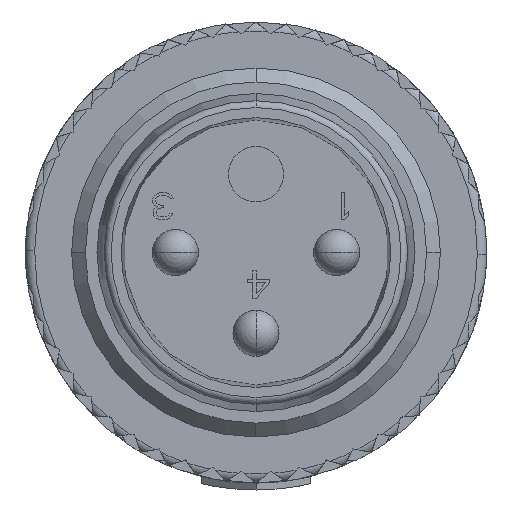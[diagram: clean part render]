
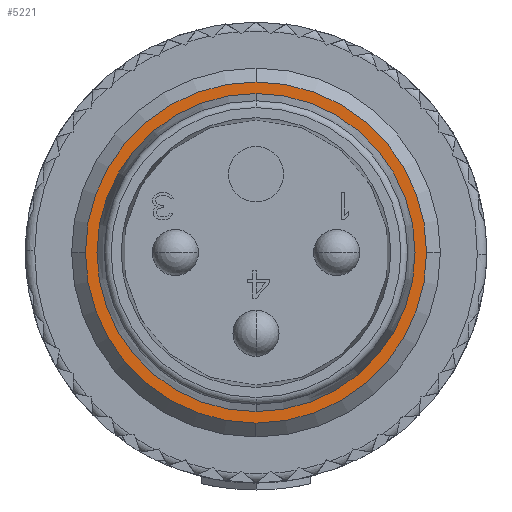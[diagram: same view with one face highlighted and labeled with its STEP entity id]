
A CAD part, front view. The second image highlights one B-rep face of the part: STEP entity #5221.
In plain terms, the highlighted planar face has unit normal (0, -1, 0).
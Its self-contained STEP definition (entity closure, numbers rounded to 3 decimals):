
#5221=ADVANCED_FACE('',(#11252,#11253),#11254,.F.);
#5473=EDGE_CURVE('',#11632,#11633,#11634,.T.);
#5481=EDGE_CURVE('',#11645,#11632,#11646,.T.);
#5561=EDGE_CURVE('',#11773,#11774,#11775,.T.);
#5569=EDGE_CURVE('',#11774,#11786,#11787,.T.);
#5587=EDGE_CURVE('',#11786,#11811,#11812,.T.);
#5593=EDGE_CURVE('',#11811,#11773,#11818,.T.);
#6969=EDGE_CURVE('',#13691,#11645,#13692,.T.);
#6973=EDGE_CURVE('',#11633,#13691,#13696,.T.);
#11252=FACE_OUTER_BOUND('',#83570,.T.);
#11253=FACE_BOUND('',#83571,.T.);
#11254=PLANE('',#83572);
#11632=VERTEX_POINT('',#83962);
#11633=VERTEX_POINT('',#83963);
#11634=CIRCLE('',#83964,3.7);
#11645=VERTEX_POINT('',#83980);
#11646=CIRCLE('',#83981,3.7);
#11773=VERTEX_POINT('',#84275);
#11774=VERTEX_POINT('',#84276);
#11775=CIRCLE('',#84277,3.35);
#11786=VERTEX_POINT('',#84293);
#11787=CIRCLE('',#84294,3.35);
#11811=VERTEX_POINT('',#84331);
#11812=CIRCLE('',#84332,3.35);
#11818=CIRCLE('',#84342,3.35);
#13691=VERTEX_POINT('',#88516);
#13692=CIRCLE('',#88517,3.7);
#13696=CIRCLE('',#88524,3.7);
#83570=EDGE_LOOP('',(#96975,#96976,#96977,#96978));
#83571=EDGE_LOOP('',(#96979,#96980,#96981,#96982));
#83572=AXIS2_PLACEMENT_3D('',#96983,#96984,#96985);
#83962=CARTESIAN_POINT('',(3.7,-10.1,0.0));
#83963=CARTESIAN_POINT('',(0.,-10.1,3.7));
#83964=AXIS2_PLACEMENT_3D('',#98131,#98132,#98133);
#83980=CARTESIAN_POINT('',(0.,-10.1,-3.7));
#83981=AXIS2_PLACEMENT_3D('',#98141,#98142,#98143);
#84275=CARTESIAN_POINT('',(0.,-10.1,3.35));
#84276=CARTESIAN_POINT('',(-3.35,-10.1,0.0));
#84277=AXIS2_PLACEMENT_3D('',#98212,#98213,#98214);
#84293=CARTESIAN_POINT('',(0.,-10.1,-3.35));
#84294=AXIS2_PLACEMENT_3D('',#98222,#98223,#98224);
#84331=CARTESIAN_POINT('',(3.35,-10.1,0.0));
#84332=AXIS2_PLACEMENT_3D('',#98241,#98242,#98243);
#84342=AXIS2_PLACEMENT_3D('',#98248,#98249,#98250);
#88516=CARTESIAN_POINT('',(-3.7,-10.1,0.0));
#88517=AXIS2_PLACEMENT_3D('',#99254,#99255,#99256);
#88524=AXIS2_PLACEMENT_3D('',#99258,#99259,#99260);
#96975=ORIENTED_EDGE('',*,*,#6969,.T.);
#96976=ORIENTED_EDGE('',*,*,#5481,.T.);
#96977=ORIENTED_EDGE('',*,*,#5473,.T.);
#96978=ORIENTED_EDGE('',*,*,#6973,.T.);
#96979=ORIENTED_EDGE('',*,*,#5569,.F.);
#96980=ORIENTED_EDGE('',*,*,#5561,.F.);
#96981=ORIENTED_EDGE('',*,*,#5593,.F.);
#96982=ORIENTED_EDGE('',*,*,#5587,.F.);
#96983=CARTESIAN_POINT('',(0.0,-10.1,0.0));
#96984=DIRECTION('',(0.0,1.0,0.0));
#96985=DIRECTION('',(0.0,0.0,1.0));
#98131=CARTESIAN_POINT('',(0.0,-10.1,0.0));
#98132=DIRECTION('',(0.0,-1.0,0.0));
#98133=DIRECTION('',(1.0,0.0,0.0));
#98141=CARTESIAN_POINT('',(0.0,-10.1,0.0));
#98142=DIRECTION('',(0.0,-1.0,0.0));
#98143=DIRECTION('',(-1.0,0.0,0.0));
#98212=CARTESIAN_POINT('',(0.0,-10.1,0.0));
#98213=DIRECTION('',(0.0,-1.0,0.0));
#98214=DIRECTION('',(1.0,0.0,0.0));
#98222=CARTESIAN_POINT('',(0.0,-10.1,0.0));
#98223=DIRECTION('',(0.0,-1.0,0.0));
#98224=DIRECTION('',(-1.0,0.0,0.0));
#98241=CARTESIAN_POINT('',(0.0,-10.1,0.0));
#98242=DIRECTION('',(0.0,-1.0,0.0));
#98243=DIRECTION('',(-1.0,0.0,0.0));
#98248=CARTESIAN_POINT('',(0.0,-10.1,0.0));
#98249=DIRECTION('',(0.0,-1.0,0.0));
#98250=DIRECTION('',(1.0,0.0,0.0));
#99254=CARTESIAN_POINT('',(0.0,-10.1,0.0));
#99255=DIRECTION('',(0.0,-1.0,0.0));
#99256=DIRECTION('',(-1.0,0.0,0.0));
#99258=CARTESIAN_POINT('',(0.0,-10.1,0.0));
#99259=DIRECTION('',(0.0,-1.0,0.0));
#99260=DIRECTION('',(1.0,0.0,0.0));
